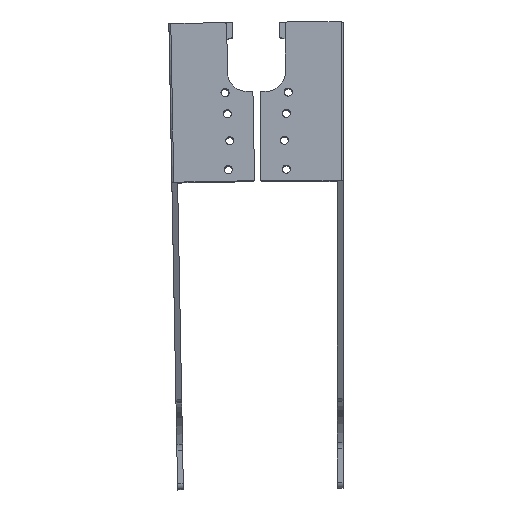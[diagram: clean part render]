
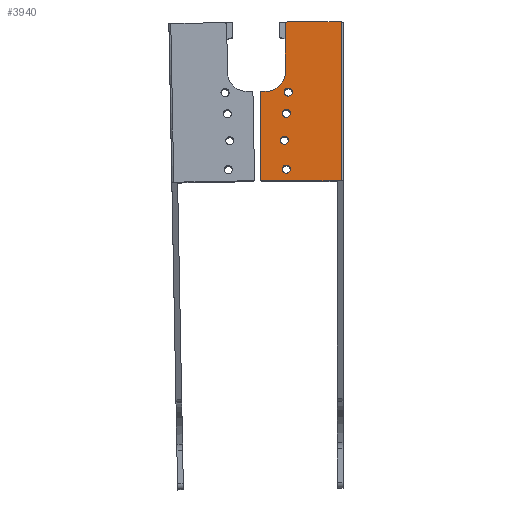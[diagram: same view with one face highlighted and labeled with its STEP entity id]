
A CAD part, top view. The second image highlights one B-rep face of the part: STEP entity #3940.
In plain terms, the highlighted planar face has unit normal (0, 0, 1).
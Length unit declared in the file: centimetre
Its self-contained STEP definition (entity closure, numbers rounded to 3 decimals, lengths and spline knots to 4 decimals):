
#69=FACE_BOUND($,#619,.T.);
#70=FACE_BOUND($,#620,.T.);
#71=FACE_BOUND($,#621,.T.);
#72=FACE_BOUND($,#622,.T.);
#198=PLANE($,#4265);
#351=FACE_OUTER_BOUND($,#618,.T.);
#618=EDGE_LOOP($,(#3118,#3119,#3120,#3121,#3122,#3123,#3124,#3125,#3126,
#3127));
#619=EDGE_LOOP($,(#3128));
#620=EDGE_LOOP($,(#3129));
#621=EDGE_LOOP($,(#3130));
#622=EDGE_LOOP($,(#3131));
#968=LINE($,#6198,#1308);
#969=LINE($,#6201,#1309);
#970=LINE($,#6205,#1310);
#971=LINE($,#6209,#1311);
#972=LINE($,#6213,#1312);
#973=LINE($,#6216,#1313);
#1308=VECTOR($,#5019,1.);
#1309=VECTOR($,#5022,1.);
#1310=VECTOR($,#5025,1.);
#1311=VECTOR($,#5028,1.);
#1312=VECTOR($,#5031,1.);
#1313=VECTOR($,#5034,1.);
#1588=CIRCLE($,#4266,0.05);
#1589=CIRCLE($,#4267,0.5);
#1590=CIRCLE($,#4268,0.05);
#1591=CIRCLE($,#4269,0.05);
#1592=CIRCLE($,#4270,0.105);
#1593=CIRCLE($,#4271,0.105);
#1594=CIRCLE($,#4272,0.105);
#1595=CIRCLE($,#4273,0.105);
#1875=VERTEX_POINT($,#6192);
#1877=VERTEX_POINT($,#6196);
#1878=VERTEX_POINT($,#6200);
#1879=VERTEX_POINT($,#6202);
#1880=VERTEX_POINT($,#6204);
#1881=VERTEX_POINT($,#6206);
#1882=VERTEX_POINT($,#6208);
#1883=VERTEX_POINT($,#6210);
#1884=VERTEX_POINT($,#6212);
#1885=VERTEX_POINT($,#6214);
#1886=VERTEX_POINT($,#6217);
#1887=VERTEX_POINT($,#6219);
#1888=VERTEX_POINT($,#6221);
#1889=VERTEX_POINT($,#6223);
#2336=EDGE_CURVE($,#1875,#1877,#968,.T.);
#2337=EDGE_CURVE($,#1877,#1878,#969,.T.);
#2338=EDGE_CURVE($,#1878,#1879,#1588,.T.);
#2339=EDGE_CURVE($,#1880,#1879,#970,.T.);
#2340=EDGE_CURVE($,#1880,#1881,#1589,.T.);
#2341=EDGE_CURVE($,#1882,#1881,#971,.T.);
#2342=EDGE_CURVE($,#1882,#1883,#1590,.T.);
#2343=EDGE_CURVE($,#1883,#1884,#972,.T.);
#2344=EDGE_CURVE($,#1884,#1885,#1591,.T.);
#2345=EDGE_CURVE($,#1875,#1885,#973,.T.);
#2346=EDGE_CURVE($,#1886,#1886,#1592,.T.);
#2347=EDGE_CURVE($,#1887,#1887,#1593,.T.);
#2348=EDGE_CURVE($,#1888,#1888,#1594,.T.);
#2349=EDGE_CURVE($,#1889,#1889,#1595,.T.);
#3118=ORIENTED_EDGE($,*,*,#2336,.T.);
#3119=ORIENTED_EDGE($,*,*,#2337,.T.);
#3120=ORIENTED_EDGE($,*,*,#2338,.T.);
#3121=ORIENTED_EDGE($,*,*,#2339,.F.);
#3122=ORIENTED_EDGE($,*,*,#2340,.T.);
#3123=ORIENTED_EDGE($,*,*,#2341,.F.);
#3124=ORIENTED_EDGE($,*,*,#2342,.T.);
#3125=ORIENTED_EDGE($,*,*,#2343,.T.);
#3126=ORIENTED_EDGE($,*,*,#2344,.T.);
#3127=ORIENTED_EDGE($,*,*,#2345,.F.);
#3128=ORIENTED_EDGE($,*,*,#2346,.F.);
#3129=ORIENTED_EDGE($,*,*,#2347,.F.);
#3130=ORIENTED_EDGE($,*,*,#2348,.F.);
#3131=ORIENTED_EDGE($,*,*,#2349,.F.);
#3940=ADVANCED_FACE($,(#351,#69,#70,#71,#72),#198,.F.);
#4265=AXIS2_PLACEMENT_3D($,#6199,#5020,#5021);
#4266=AXIS2_PLACEMENT_3D($,#6203,#5023,#5024);
#4267=AXIS2_PLACEMENT_3D($,#6207,#5026,#5027);
#4268=AXIS2_PLACEMENT_3D($,#6211,#5029,#5030);
#4269=AXIS2_PLACEMENT_3D($,#6215,#5032,#5033);
#4270=AXIS2_PLACEMENT_3D($,#6218,#5035,#5036);
#4271=AXIS2_PLACEMENT_3D($,#6220,#5037,#5038);
#4272=AXIS2_PLACEMENT_3D($,#6222,#5039,#5040);
#4273=AXIS2_PLACEMENT_3D($,#6224,#5041,#5042);
#5019=DIRECTION($,(0.,1.,0.));
#5020=DIRECTION('center_axis',(0.,0.,-1.));
#5021=DIRECTION('ref_axis',(0.,-1.,0.));
#5022=DIRECTION($,(-1.,0.,0.));
#5023=DIRECTION('center_axis',(0.,0.,1.));
#5024=DIRECTION('ref_axis',(-0.707,0.707,0.));
#5025=DIRECTION($,(0.,1.,0.));
#5026=DIRECTION('center_axis',(0.,0.,-1.));
#5027=DIRECTION('ref_axis',(0.707,-0.707,0.));
#5028=DIRECTION($,(1.,0.,0.));
#5029=DIRECTION('center_axis',(0.,0.,1.));
#5030=DIRECTION('ref_axis',(-0.707,0.707,0.));
#5031=DIRECTION($,(0.,-1.,0.));
#5032=DIRECTION('center_axis',(0.,0.,1.));
#5033=DIRECTION('ref_axis',(-0.707,-0.707,0.));
#5034=DIRECTION($,(-1.,0.,0.));
#5035=DIRECTION('center_axis',(0.,0.,1.));
#5036=DIRECTION('ref_axis',(0.,1.,0.));
#5037=DIRECTION('center_axis',(0.,0.,1.));
#5038=DIRECTION('ref_axis',(0.,1.,0.));
#5039=DIRECTION('center_axis',(0.,0.,1.));
#5040=DIRECTION('ref_axis',(0.,1.,0.));
#5041=DIRECTION('center_axis',(0.,0.,1.));
#5042=DIRECTION('ref_axis',(0.,1.,0.));
#6192=CARTESIAN_POINT('',(2.0998,7.0205,7.19));
#6196=CARTESIAN_POINT('',(2.0998,11.1405,7.19));
#6198=CARTESIAN_POINT($,(2.0998,7.8816,7.19));
#6199=CARTESIAN_POINT('Origin',(2.1498,11.1405,7.19));
#6200=CARTESIAN_POINT('',(0.6998,11.1405,7.19));
#6201=CARTESIAN_POINT($,(2.1498,11.1405,7.19));
#6202=CARTESIAN_POINT('',(0.6498,11.0905,7.19));
#6203=CARTESIAN_POINT('Origin',(0.6998,11.0905,7.19));
#6204=CARTESIAN_POINT('',(0.6498,9.8405,7.19));
#6205=CARTESIAN_POINT($,(0.6498,10.2405,7.19));
#6206=CARTESIAN_POINT('',(0.1498,9.3405,7.19));
#6207=CARTESIAN_POINT('Origin',(0.1498,9.8405,7.19));
#6208=CARTESIAN_POINT('',(0.0498,9.3405,7.19));
#6209=CARTESIAN_POINT($,(1.0748,9.3405,7.19));
#6210=CARTESIAN_POINT('',(-0.0002,9.2905,7.19));
#6211=CARTESIAN_POINT('Origin',(0.0498,9.2905,7.19));
#6212=CARTESIAN_POINT('',(-0.0002,7.0705,7.19));
#6213=CARTESIAN_POINT($,(-0.0002,11.1405,7.19));
#6214=CARTESIAN_POINT('',(0.0498,7.0205,7.19));
#6215=CARTESIAN_POINT('Origin',(0.0498,7.0705,7.19));
#6216=CARTESIAN_POINT($,(2.1498,7.0205,7.19));
#6217=CARTESIAN_POINT('',(0.6748,7.9782,7.19));
#6218=CARTESIAN_POINT('Origin',(0.6248,8.0705,7.19));
#6219=CARTESIAN_POINT('',(0.5698,7.3205,7.19));
#6220=CARTESIAN_POINT('Origin',(0.6748,7.3205,7.19));
#6221=CARTESIAN_POINT('',(0.6748,8.8755,7.19));
#6222=CARTESIAN_POINT('Origin',(0.6748,8.7705,7.19));
#6223=CARTESIAN_POINT('',(0.6217,9.3405,7.19));
#6224=CARTESIAN_POINT('Origin',(0.7248,9.3205,7.19));
